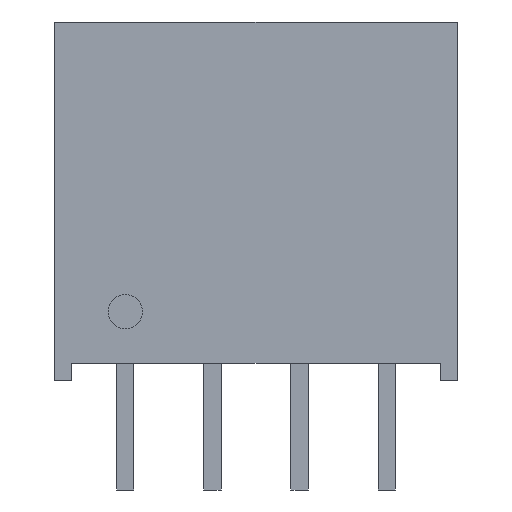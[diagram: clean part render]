
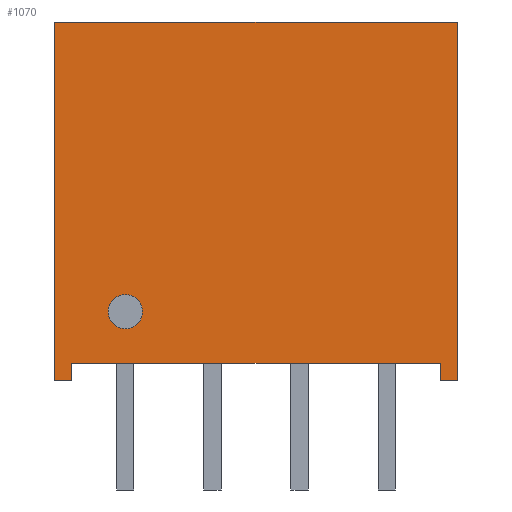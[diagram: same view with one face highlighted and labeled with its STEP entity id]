
A CAD part, front view. The second image highlights one B-rep face of the part: STEP entity #1070.
In plain terms, the highlighted planar face has unit normal (0, -1, 0).
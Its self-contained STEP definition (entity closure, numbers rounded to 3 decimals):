
#781=CARTESIAN_POINT('',(-3.81,-1.8,1.5));
#782=VERTEX_POINT('',#781);
#798=CARTESIAN_POINT('',(-3.81,-1.8,2.5));
#799=VERTEX_POINT('',#798);
#806=CARTESIAN_POINT('',(-3.81,-1.8,2.));
#807=DIRECTION('',(0.0,1.0,0.0));
#808=DIRECTION('',(0.0,0.0,-1.0));
#809=AXIS2_PLACEMENT_3D('',#806,#807,#808);
#810=CIRCLE('',#809,0.5);
#811=EDGE_CURVE('',#782,#799,#810,.T.);
#893=CARTESIAN_POINT('',(-5.375,-1.8,0.0));
#894=VERTEX_POINT('',#893);
#901=CARTESIAN_POINT('',(-5.875,-1.8,0.0));
#902=VERTEX_POINT('',#901);
#903=CARTESIAN_POINT('',(-5.375,-1.8,0.0));
#904=DIRECTION('',(-1.0,0.0,0.0));
#905=VECTOR('',#904,0.5);
#906=LINE('',#903,#905);
#907=EDGE_CURVE('',#894,#902,#906,.T.);
#925=CARTESIAN_POINT('',(-3.81,-1.8,2.));
#926=DIRECTION('',(0.0,1.0,0.0));
#927=DIRECTION('',(0.0,0.0,-1.0));
#928=AXIS2_PLACEMENT_3D('',#925,#926,#927);
#929=CIRCLE('',#928,0.5);
#930=EDGE_CURVE('',#799,#782,#929,.T.);
#958=CARTESIAN_POINT('',(5.375,-1.8,0.5));
#959=VERTEX_POINT('',#958);
#966=CARTESIAN_POINT('',(-5.375,-1.8,0.5));
#967=VERTEX_POINT('',#966);
#968=CARTESIAN_POINT('',(-5.375,-1.8,0.5));
#969=DIRECTION('',(1.0,0.0,0.0));
#970=VECTOR('',#969,10.75);
#971=LINE('',#968,#970);
#972=EDGE_CURVE('',#967,#959,#971,.T.);
#990=CARTESIAN_POINT('',(-5.375,-1.8,0.0));
#991=DIRECTION('',(0.0,0.0,1.0));
#992=VECTOR('',#991,0.5);
#993=LINE('',#990,#992);
#994=EDGE_CURVE('',#894,#967,#993,.T.);
#1006=CARTESIAN_POINT('',(5.375,-1.8,0.0));
#1007=VERTEX_POINT('',#1006);
#1008=CARTESIAN_POINT('',(5.375,-1.8,0.5));
#1009=DIRECTION('',(0.0,0.0,-1.0));
#1010=VECTOR('',#1009,0.5);
#1011=LINE('',#1008,#1010);
#1012=EDGE_CURVE('',#959,#1007,#1011,.T.);
#1025=CARTESIAN_POINT('',(0.0,-1.8,5.225));
#1026=DIRECTION('',(0.0,1.0,0.0));
#1027=DIRECTION('',(0.0,0.0,1.0));
#1028=AXIS2_PLACEMENT_3D('',#1025,#1026,#1027);
#1029=PLANE('',#1028);
#1030=ORIENTED_EDGE('',*,*,#994,.T.);
#1031=ORIENTED_EDGE('',*,*,#972,.T.);
#1032=ORIENTED_EDGE('',*,*,#1012,.T.);
#1033=CARTESIAN_POINT('',(5.875,-1.8,0.0));
#1034=VERTEX_POINT('',#1033);
#1035=CARTESIAN_POINT('',(5.875,-1.8,0.0));
#1036=DIRECTION('',(-1.0,0.0,0.0));
#1037=VECTOR('',#1036,0.5);
#1038=LINE('',#1035,#1037);
#1039=EDGE_CURVE('',#1034,#1007,#1038,.T.);
#1040=ORIENTED_EDGE('',*,*,#1039,.F.);
#1041=CARTESIAN_POINT('',(5.875,-1.8,10.45));
#1042=VERTEX_POINT('',#1041);
#1043=CARTESIAN_POINT('',(5.875,-1.8,10.45));
#1044=DIRECTION('',(0.0,0.0,-1.0));
#1045=VECTOR('',#1044,10.45);
#1046=LINE('',#1043,#1045);
#1047=EDGE_CURVE('',#1042,#1034,#1046,.T.);
#1048=ORIENTED_EDGE('',*,*,#1047,.F.);
#1049=CARTESIAN_POINT('',(-5.875,-1.8,10.45));
#1050=VERTEX_POINT('',#1049);
#1051=CARTESIAN_POINT('',(-5.875,-1.8,10.45));
#1052=DIRECTION('',(1.0,0.0,0.0));
#1053=VECTOR('',#1052,11.75);
#1054=LINE('',#1051,#1053);
#1055=EDGE_CURVE('',#1050,#1042,#1054,.T.);
#1056=ORIENTED_EDGE('',*,*,#1055,.F.);
#1057=CARTESIAN_POINT('',(-5.875,-1.8,10.45));
#1058=DIRECTION('',(0.0,0.0,-1.0));
#1059=VECTOR('',#1058,10.45);
#1060=LINE('',#1057,#1059);
#1061=EDGE_CURVE('',#1050,#902,#1060,.T.);
#1062=ORIENTED_EDGE('',*,*,#1061,.T.);
#1063=ORIENTED_EDGE('',*,*,#907,.F.);
#1064=EDGE_LOOP('',(#1030,#1031,#1032,#1040,#1048,#1056,#1062,#1063));
#1065=FACE_OUTER_BOUND('',#1064,.T.);
#1066=ORIENTED_EDGE('',*,*,#811,.T.);
#1067=ORIENTED_EDGE('',*,*,#930,.T.);
#1068=EDGE_LOOP('',(#1066,#1067));
#1069=FACE_BOUND('',#1068,.T.);
#1070=ADVANCED_FACE('',(#1065,#1069),#1029,.F.);
